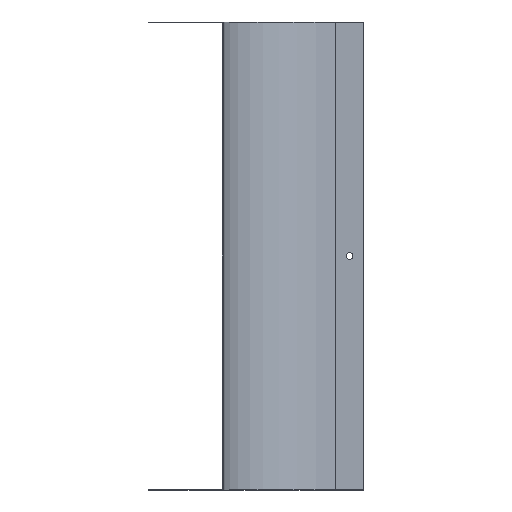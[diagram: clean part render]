
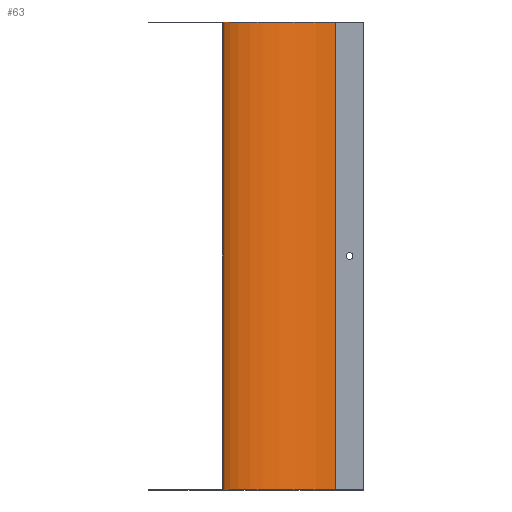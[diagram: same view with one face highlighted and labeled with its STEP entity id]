
A CAD part, front view. The second image highlights one B-rep face of the part: STEP entity #63.
In plain terms, the highlighted cylindrical face has radius 120 mm (diameter 240 mm), a partial arc.
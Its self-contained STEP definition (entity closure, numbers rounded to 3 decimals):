
#35 = DIRECTION ( 'NONE',  ( 0., 0., -1. ) ) ;
#37 = CARTESIAN_POINT ( 'NONE',  ( 80., 30., 0.8 ) ) ;
#63 = ADVANCED_FACE ( 'NONE', ( #685 ), #693, .F. ) ;
#126 = AXIS2_PLACEMENT_3D ( 'NONE', #407, #408, #409 ) ;
#128 = AXIS2_PLACEMENT_3D ( 'NONE', #402, #403, #404 ) ;
#213 = AXIS2_PLACEMENT_3D ( 'NONE', #1079, #1080, #1087 ) ;
#392 = DIRECTION ( 'NONE',  ( 0., 0., -1. ) ) ;
#399 = CARTESIAN_POINT ( 'NONE',  ( 200., 150., 0.8 ) ) ;
#402 = CARTESIAN_POINT ( 'NONE',  ( 200., 30., -499.2 ) ) ;
#403 = DIRECTION ( 'NONE',  ( 0., 0., -1. ) ) ;
#404 = DIRECTION ( 'NONE',  ( 1., 0., 0. ) ) ;
#407 = CARTESIAN_POINT ( 'NONE',  ( 200., 30., 0.8 ) ) ;
#408 = DIRECTION ( 'NONE',  ( 0., 0., -1. ) ) ;
#409 = DIRECTION ( 'NONE',  ( 1., 0., 0. ) ) ;
#587 = VERTEX_POINT ( 'NONE', #1470 ) ;
#648 = VERTEX_POINT ( 'NONE', #990 ) ;
#649 = VERTEX_POINT ( 'NONE', #989 ) ;
#681 = VERTEX_POINT ( 'NONE', #946 ) ;
#685 = FACE_OUTER_BOUND ( 'NONE', #1361, .T. ) ;
#693 = CYLINDRICAL_SURFACE ( 'NONE', #213, 120. ) ;
#920 = EDGE_CURVE ( 'NONE', #587, #681, #1564, .T. ) ;
#946 = CARTESIAN_POINT ( 'NONE',  ( 80., 30., -499.2 ) ) ;
#989 = CARTESIAN_POINT ( 'NONE',  ( 200., 150., -499.2 ) ) ;
#990 = CARTESIAN_POINT ( 'NONE',  ( 200., 150., 0.8 ) ) ;
#1079 = CARTESIAN_POINT ( 'NONE',  ( 200., 30., 0.8 ) ) ;
#1080 = DIRECTION ( 'NONE',  ( 0., 0., -1. ) ) ;
#1087 = DIRECTION ( 'NONE',  ( -1., 0., 0. ) ) ;
#1282 = EDGE_CURVE ( 'NONE', #681, #649, #1690, .T. ) ;
#1283 = EDGE_CURVE ( 'NONE', #648, #649, #1692, .T. ) ;
#1284 = EDGE_CURVE ( 'NONE', #587, #648, #1688, .T. ) ;
#1361 = EDGE_LOOP ( 'NONE', ( #1437, #1436, #1435, #1434 ) ) ;
#1434 = ORIENTED_EDGE ( 'NONE', *, *, #1284, .F. ) ;
#1435 = ORIENTED_EDGE ( 'NONE', *, *, #1283, .F. ) ;
#1436 = ORIENTED_EDGE ( 'NONE', *, *, #1282, .T. ) ;
#1437 = ORIENTED_EDGE ( 'NONE', *, *, #920, .T. ) ;
#1470 = CARTESIAN_POINT ( 'NONE',  ( 80., 30., 0.8 ) ) ;
#1564 = LINE ( 'NONE', #37, #1567 ) ;
#1567 = VECTOR ( 'NONE', #35, 1000. ) ;
#1688 = CIRCLE ( 'NONE', #126, 120. ) ;
#1690 = CIRCLE ( 'NONE', #128, 120. ) ;
#1692 = LINE ( 'NONE', #399, #1694 ) ;
#1694 = VECTOR ( 'NONE', #392, 1000. ) ;
